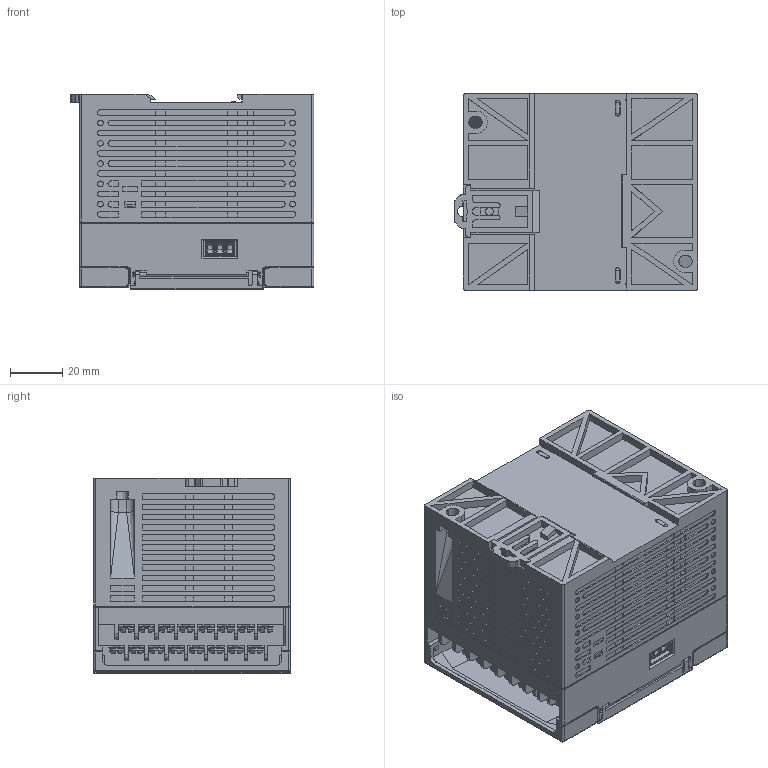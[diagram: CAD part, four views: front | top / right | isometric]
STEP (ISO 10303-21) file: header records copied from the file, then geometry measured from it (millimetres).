
FILE_DESCRIPTION((''),'2;1');
FILE_NAME('M100-20_ASM','2024-02-20T14:40:55',('YUE.WEI'),(''),'CREO PARAMETRIC BY PTC INC, 2018400','CREO PARAMETRIC BY PTC INC, 2018400','');
FILE_SCHEMA(('AUTOMOTIVE_DESIGN { 1 0 10303 214 1 1 1 1 }'));
Products named in the file (1): M100-20_ASM
Bounding box: 93.51 x 75.5 x 75.15 mm (x, y, z)
Volume: 424763.6 mm3; surface area: 115824.6 mm2
Topology: 2 solids, 28 shells, 5555 faces, 15779 edges, 10395 vertices
Faces by surface type: plane 4348, cylinder 771, torus 164, extrusion 106, cone 106, bspline 38, sphere 22
Entity records: 219819 total; most frequent: CARTESIAN_POINT 36481, ORIENTED_EDGE 31530, DIRECTION 28299, EDGE_CURVE 15767, VECTOR 12961, LINE 12855, VERTEX_POINT 10395, AXIS2_PLACEMENT_3D 7669
